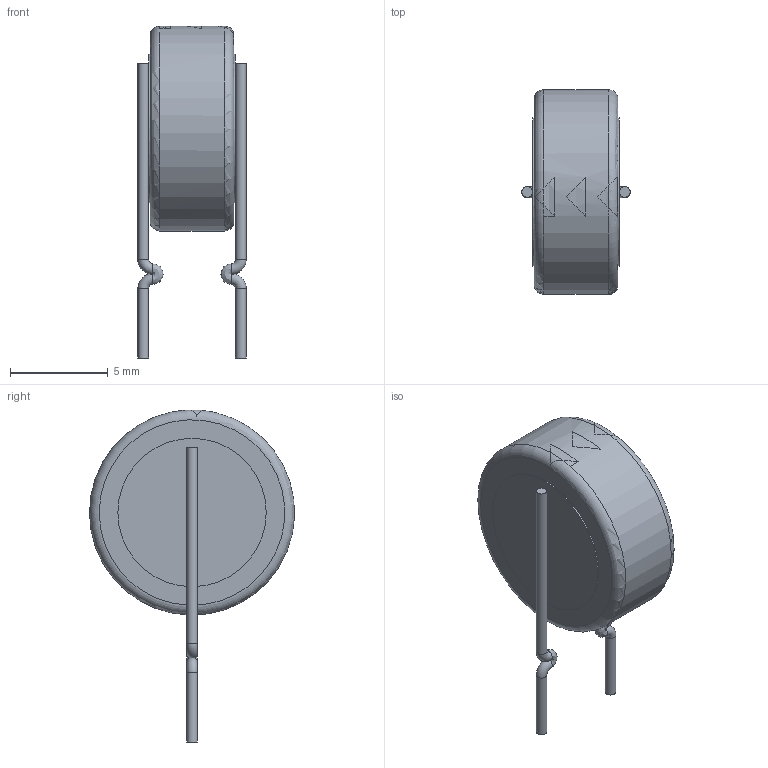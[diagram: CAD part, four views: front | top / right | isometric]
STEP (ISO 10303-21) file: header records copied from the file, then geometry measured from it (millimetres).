
FILE_DESCRIPTION(/* description */ (''),/* implementation_level */ '2;1');
FILE_NAME(/* name */ 'CAP_PANASONIC_ECCSE.stp',/* time_stamp */ '2016-02-12T10:00:52+01:00',/* author */ ('riccim'),/* organization */ (''),/* preprocessor_version */ 'ST-DEVELOPER v15.5',/* originating_system */ 'AutoCAD Mechanical',/* authorisation */ '');
FILE_SCHEMA (('AUTOMOTIVE_DESIGN { 1 0 10303 214 3 1 1 }'));
Length unit declared in the file: millimetre
Products named in the file (1): Product
Bounding box: 5.55 x 10.5 x 17 mm (x, y, z)
Volume: 383.3 mm3; surface area: 580.3 mm2
Topology: 8 solids, 8 shells, 55 faces, 115 edges, 72 vertices
Faces by surface type: plane 34, cylinder 11, torus 8, bspline 2
Full cylindrical faces by diameter (mm): 0.55 x4, 7.6 x2, 10.5 x1
Entity records: 1523 total; most frequent: CARTESIAN_POINT 443, DIRECTION 222, ORIENTED_EDGE 176, AXIS2_PLACEMENT_3D 93, EDGE_CURVE 88, EDGE_LOOP 68, VERTEX_POINT 64, FACE_OUTER_BOUND 54
